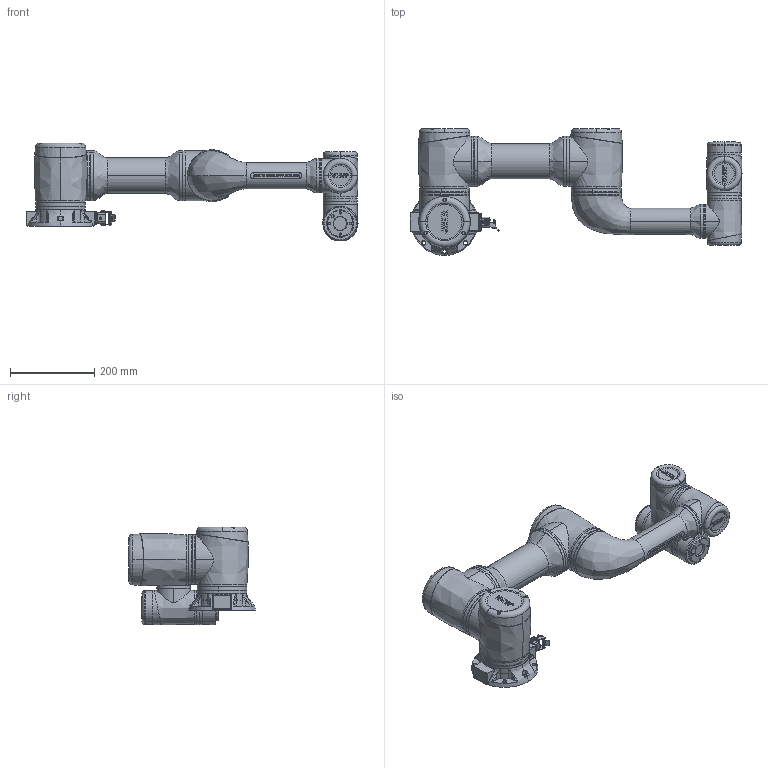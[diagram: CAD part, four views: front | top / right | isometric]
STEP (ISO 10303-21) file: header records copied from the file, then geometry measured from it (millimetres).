
FILE_DESCRIPTION (( 'STEP AP214' ), '1' );
FILE_NAME ('Zu 7 210907.STEP', '2021-09-07T04:58:32', ( 'Jiaxin' ), ( '' ), 'SwSTEP 2.0', 'SolidWorks 2016', '' );
FILE_SCHEMA (( 'AUTOMOTIVE_DESIGN' ));
Length unit declared in the file: millimetre
Products named in the file (8): Zu 7 06_默认; Zu 7 05_默认; Zu 7 04_默认; Zu 7 03_默认; Zu 7 02_默认; Zu 7 01_默认; Zu 7 00_默认; Zu 7 210907
Assembly tree (7 placements, depth 2):
  Zu 7 210907
    Zu 7 00_默认
    Zu 7 01_默认
    Zu 7 02_默认
    Zu 7 03_默认
    Zu 7 04_默认
    Zu 7 05_默认
    Zu 7 06_默认
Bounding box: 787.71 x 300.65 x 232.46 mm (x, y, z)
Volume: 11194871.1 mm3; surface area: 714923.9 mm2
Topology: 13 solids, 16 shells, 1757 faces, 4582 edges, 2968 vertices
Faces by surface type: plane 928, cylinder 398, bspline 312, torus 76, cone 40, sphere 3
Entity records: 84566 total; most frequent: CARTESIAN_POINT 38316, ORIENTED_EDGE 9041, DIRECTION 7435, EDGE_CURVE 4568, VERTEX_POINT 2968, VECTOR 2717, LINE 2717, AXIS2_PLACEMENT_3D 2359
